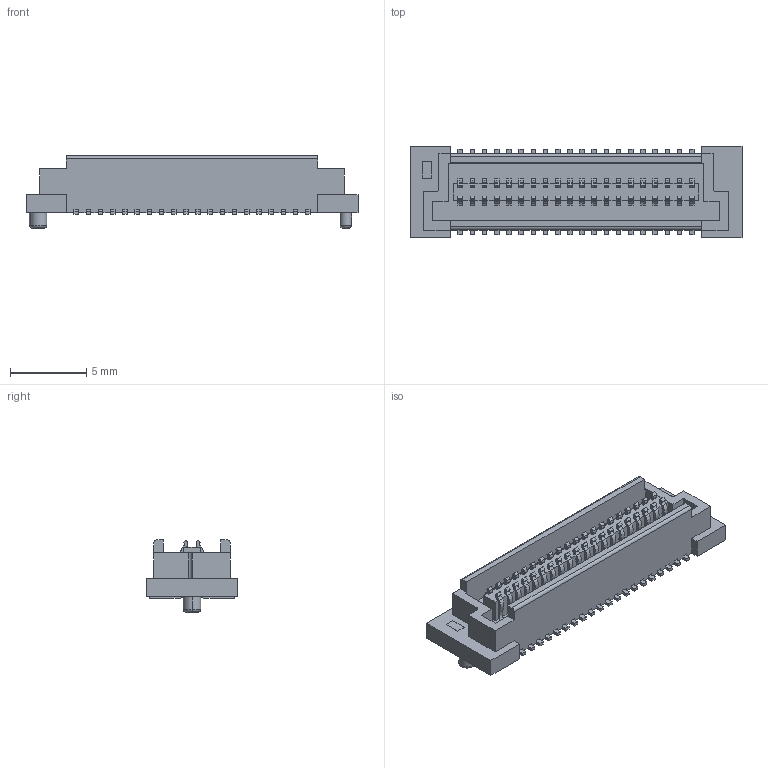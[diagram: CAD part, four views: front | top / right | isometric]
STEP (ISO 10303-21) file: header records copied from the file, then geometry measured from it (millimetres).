
FILE_DESCRIPTION((''),'2;1');
FILE_NAME('X0802WVS-40AS-LPV01_ASM','2022-10-14T15:43:49',('柚子'),(''),'CREO PARAMETRIC BY PTC INC, 2019080','CREO PARAMETRIC BY PTC INC, 2019080','');
FILE_SCHEMA(('CONFIG_CONTROL_DESIGN'));
Length unit declared in the file: millimetre
Products named in the file (48): COMPOUND-314_1_2_3_4_5_6_7___29; COMPOUND-314_1_2_3_4_5_6_7___30; COMPOUND-314_1_2_3_4_5_6_7___31; COMPOUND-314_1_2_3_4_5_6_7___32; COMPOUND-314_1_2_3_4_5_6_7___33; COMPOUND-314_1_2_3_4_5_6_7___34; COMPOUND-314_1_2_3_4_5_6_7___35; COMPOUND-314_1_2_3_4_5_6_7___36; COMPOUND-314_1_2_3_4_5_6_7___37; COMPOUND-314_1_2_3_4_5_6_7___38; COMPOUND-314_1_2_3_4_5_6_7___39; COMPOUND-314_1_2_3_4_5_6_7___40; COMPOUND-314_1_2_3_4_5_6_7___41; COMPOUND-314_1_2_3_4_5_6_7___42; COMPOUND-314_1_2_3_4_5_6_7___43; COMPOUND-314_1_2_3_4_5_6_7___44; COMPOUND-314_1_2_3_4_5_6_7___45; COMPOUND-314_1_2_3_4_5_6_7___46; COMPOUND-314_1_2_3_4_5_6_7___47; COMPOUND-314_1_2_3_4_5_6_7___48; COMPOUND-314_1_2_3_4_5_6_7___49; COMPOUND-314_1_2_3_4_5_6_7___50; COMPOUND-314_1_2_3_4_5_6_7___51; COMPOUND-314_1_2_3_4_5_6_7___52; COMPOUND-314_1_2_3_4_5_6_7___53; COMPOUND-314_1_2_3_4_5_6_7___54; COMPOUND-314_1_2_3_4_5_6_7___55; COMPOUND-314_1_2_3_4_5_6_7___56; COMPOUND-314_1_2_3_4_5_6_7___57; COMPOUND-314_1_2_3_4_5_6_7___58; COMPOUND-314_1_2_3_4_5_6_7___59; COMPOUND-314_1_2_3_4_5_6_7___60; COMPOUND-314_1_2_3_4_5_6_7___61; COMPOUND-314_1_2_3_4_5_6_7___62; COMPOUND-314_1_2_3_4_5_6_7___63; COMPOUND-314_1_2_3_4_5_6_7___64; COMPOUND-314_1_2_3_4_5_6_7___65; COMPOUND-314_1_2_3_4_5_6_7___66; COMPOUND-314_1_2_3_4_5_6_7___67; COMPOUND-314_1_2_3_4_5_6_7___68 ...
Assembly tree (47 placements, depth 6):
  X0802WVS-40AS-LPV01_ASM
    PCBMODEL_1_2_3_4_5_6_7_8_9_1_17_ASM
      CN1_1_2_3_4_5_6_7_8_9_10_11__16_ASM
        CONN-SMD_40P-P0_80_XKB_X0802WVS_ASM
          COMPOUND-314_1_2_3_4_5_6_7__110_ASM
            COMPOUND-314_1_2_3_4_5_6_7___29
            COMPOUND-314_1_2_3_4_5_6_7___30
            COMPOUND-314_1_2_3_4_5_6_7___31
            COMPOUND-314_1_2_3_4_5_6_7___32
            COMPOUND-314_1_2_3_4_5_6_7___33
            COMPOUND-314_1_2_3_4_5_6_7___34
            COMPOUND-314_1_2_3_4_5_6_7___35
            COMPOUND-314_1_2_3_4_5_6_7___36
            COMPOUND-314_1_2_3_4_5_6_7___37
            COMPOUND-314_1_2_3_4_5_6_7___38
            COMPOUND-314_1_2_3_4_5_6_7___39
            COMPOUND-314_1_2_3_4_5_6_7___40
            COMPOUND-314_1_2_3_4_5_6_7___41
            COMPOUND-314_1_2_3_4_5_6_7___42
            COMPOUND-314_1_2_3_4_5_6_7___43
            COMPOUND-314_1_2_3_4_5_6_7___44
            COMPOUND-314_1_2_3_4_5_6_7___45
            COMPOUND-314_1_2_3_4_5_6_7___46
            COMPOUND-314_1_2_3_4_5_6_7___47
            COMPOUND-314_1_2_3_4_5_6_7___48
            COMPOUND-314_1_2_3_4_5_6_7___49
            COMPOUND-314_1_2_3_4_5_6_7___50
            COMPOUND-314_1_2_3_4_5_6_7___51
            COMPOUND-314_1_2_3_4_5_6_7___52
            COMPOUND-314_1_2_3_4_5_6_7___53
            COMPOUND-314_1_2_3_4_5_6_7___54
            COMPOUND-314_1_2_3_4_5_6_7___55
            COMPOUND-314_1_2_3_4_5_6_7___56
            COMPOUND-314_1_2_3_4_5_6_7___57
            COMPOUND-314_1_2_3_4_5_6_7___58
            COMPOUND-314_1_2_3_4_5_6_7___59
            COMPOUND-314_1_2_3_4_5_6_7___60
            COMPOUND-314_1_2_3_4_5_6_7___61
            COMPOUND-314_1_2_3_4_5_6_7___62
            COMPOUND-314_1_2_3_4_5_6_7___63
            COMPOUND-314_1_2_3_4_5_6_7___64
            COMPOUND-314_1_2_3_4_5_6_7___65
            COMPOUND-314_1_2_3_4_5_6_7___66
            COMPOUND-314_1_2_3_4_5_6_7___67
            COMPOUND-314_1_2_3_4_5_6_7___68
            COMPOUND-314_1_2_3_4_5_6_7___69
            COMPOUND-314_1_2_3_4_5_6_7___70
            COMPOUND-314_1_2_3_4_5_6_7___71
Bounding box: 21.8 x 6 x 4.75 mm (x, y, z)
Volume: 261.1 mm3; surface area: 942.1 mm2
Topology: 43 solids, 43 shells, 1015 faces, 3002 edges, 2000 vertices
Faces by surface type: plane 679, extrusion 240, cylinder 92, torus 2, bspline 2
Entity records: 39924 total; most frequent: CARTESIAN_POINT 12332, ORIENTED_EDGE 6004, DIRECTION 4782, EDGE_CURVE 3002, VECTOR 2570, LINE 2330, VERTEX_POINT 2000, AXIS2_PLACEMENT_3D 1106
